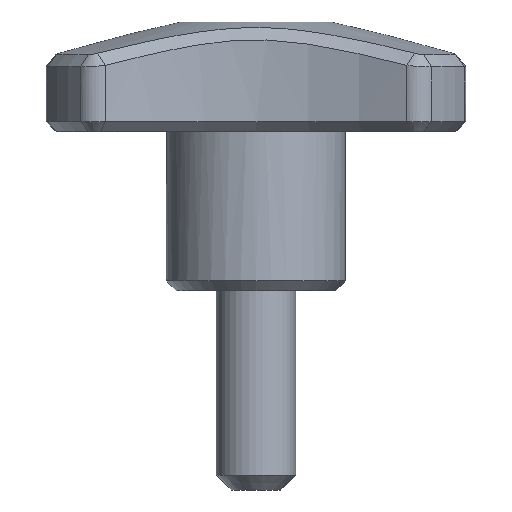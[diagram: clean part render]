
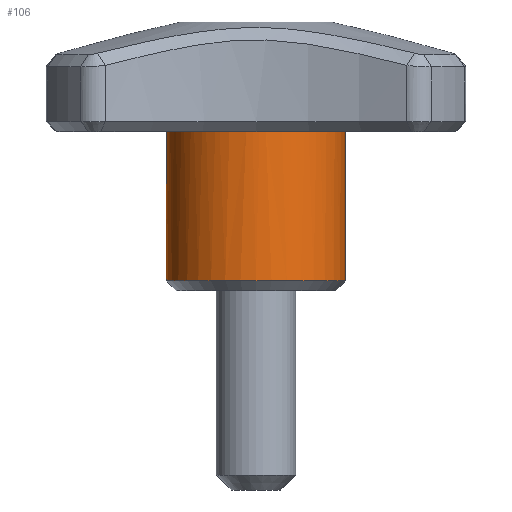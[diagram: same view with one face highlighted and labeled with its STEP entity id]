
A CAD part, front view. The second image highlights one B-rep face of the part: STEP entity #106.
In plain terms, the highlighted cylindrical face has radius 9 mm (diameter 18 mm), a full revolution.
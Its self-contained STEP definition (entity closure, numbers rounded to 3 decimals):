
#106 = ADVANCED_FACE( '', ( #254, #255 ), #256, .T. );
#254 = FACE_OUTER_BOUND( '', #495, .T. );
#255 = FACE_OUTER_BOUND( '', #496, .T. );
#256 = CYLINDRICAL_SURFACE( '', #497, 9. );
#495 = EDGE_LOOP( '', ( #793 ) );
#496 = EDGE_LOOP( '', ( #794, #795, #796, #797, #798, #799, #800, #801, #802, #803, #804, #805 ) );
#497 = AXIS2_PLACEMENT_3D( '', #806, #807, #808 );
#793 = ORIENTED_EDGE( '', *, *, #1239, .T. );
#794 = ORIENTED_EDGE( '', *, *, #1240, .F. );
#795 = ORIENTED_EDGE( '', *, *, #1241, .F. );
#796 = ORIENTED_EDGE( '', *, *, #1208, .T. );
#797 = ORIENTED_EDGE( '', *, *, #1242, .T. );
#798 = ORIENTED_EDGE( '', *, *, #1243, .F. );
#799 = ORIENTED_EDGE( '', *, *, #1244, .F. );
#800 = ORIENTED_EDGE( '', *, *, #1245, .T. );
#801 = ORIENTED_EDGE( '', *, *, #1246, .T. );
#802 = ORIENTED_EDGE( '', *, *, #1247, .F. );
#803 = ORIENTED_EDGE( '', *, *, #1248, .F. );
#804 = ORIENTED_EDGE( '', *, *, #1249, .T. );
#805 = ORIENTED_EDGE( '', *, *, #1250, .T. );
#806 = CARTESIAN_POINT( '', ( 0., 0., 57.15 ) );
#807 = DIRECTION( '', ( 0., 0., -1. ) );
#808 = DIRECTION( '', ( 1., 0., 0. ) );
#1208 = EDGE_CURVE( '', #1412, #1410, #1413, .T. );
#1239 = EDGE_CURVE( '', #1459, #1459, #1460, .T. );
#1240 = EDGE_CURVE( '', #1461, #1462, #1463, .T. );
#1241 = EDGE_CURVE( '', #1412, #1461, #1464, .T. );
#1242 = EDGE_CURVE( '', #1410, #1465, #1466, .T. );
#1243 = EDGE_CURVE( '', #1467, #1465, #1468, .T. );
#1244 = EDGE_CURVE( '', #1469, #1467, #1470, .T. );
#1245 = EDGE_CURVE( '', #1469, #1471, #1472, .T. );
#1246 = EDGE_CURVE( '', #1471, #1473, #1474, .T. );
#1247 = EDGE_CURVE( '', #1475, #1473, #1476, .T. );
#1248 = EDGE_CURVE( '', #1477, #1475, #1478, .T. );
#1249 = EDGE_CURVE( '', #1477, #1479, #1480, .T. );
#1250 = EDGE_CURVE( '', #1479, #1462, #1481, .T. );
#1410 = VERTEX_POINT( '', #1768 );
#1412 = VERTEX_POINT( '', #1770 );
#1413 = CIRCLE( '', #1771, 9. );
#1459 = VERTEX_POINT( '', #1949 );
#1460 = CIRCLE( '', #1950, 9. );
#1461 = VERTEX_POINT( '', #1951 );
#1462 = VERTEX_POINT( '', #1952 );
#1463 = CIRCLE( '', #1953, 9. );
#1464 = LINE( '', #1954, #1955 );
#1465 = VERTEX_POINT( '', #1956 );
#1466 = LINE( '', #1957, #1958 );
#1467 = VERTEX_POINT( '', #1959 );
#1468 = CIRCLE( '', #1960, 9. );
#1469 = VERTEX_POINT( '', #1961 );
#1470 = LINE( '', #1962, #1963 );
#1471 = VERTEX_POINT( '', #1964 );
#1472 = CIRCLE( '', #1965, 9. );
#1473 = VERTEX_POINT( '', #1966 );
#1474 = LINE( '', #1967, #1968 );
#1475 = VERTEX_POINT( '', #1969 );
#1476 = CIRCLE( '', #1970, 9. );
#1477 = VERTEX_POINT( '', #1971 );
#1478 = LINE( '', #1972, #1973 );
#1479 = VERTEX_POINT( '', #1974 );
#1480 = CIRCLE( '', #1975, 9. );
#1481 = LINE( '', #1976, #1977 );
#1768 = CARTESIAN_POINT( '', ( 7.247, 5.337, 23. ) );
#1770 = CARTESIAN_POINT( '', ( -7.247, 5.337, 23. ) );
#1771 = AXIS2_PLACEMENT_3D( '', #2368, #2369, #2370 );
#1949 = CARTESIAN_POINT( '', ( 9., 0., 1. ) );
#1950 = AXIS2_PLACEMENT_3D( '', #2393, #2394, #2395 );
#1951 = CARTESIAN_POINT( '', ( -7.247, 5.337, 16. ) );
#1952 = CARTESIAN_POINT( '', ( -8.245, 3.608, 16. ) );
#1953 = AXIS2_PLACEMENT_3D( '', #2396, #2397, #2398 );
#1954 = CARTESIAN_POINT( '', ( -7.247, 5.337, 23. ) );
#1955 = VECTOR( '', #2399, 1000. );
#1956 = CARTESIAN_POINT( '', ( 7.247, 5.337, 16. ) );
#1957 = CARTESIAN_POINT( '', ( 7.247, 5.337, 23. ) );
#1958 = VECTOR( '', #2400, 1000. );
#1959 = CARTESIAN_POINT( '', ( 8.245, 3.608, 16. ) );
#1960 = AXIS2_PLACEMENT_3D( '', #2401, #2402, #2403 );
#1961 = CARTESIAN_POINT( '', ( 8.245, 3.608, 23. ) );
#1962 = CARTESIAN_POINT( '', ( 8.245, 3.608, 23. ) );
#1963 = VECTOR( '', #2404, 1000. );
#1964 = CARTESIAN_POINT( '', ( 0.998, -8.944, 23. ) );
#1965 = AXIS2_PLACEMENT_3D( '', #2405, #2406, #2407 );
#1966 = CARTESIAN_POINT( '', ( 0.998, -8.944, 16. ) );
#1967 = CARTESIAN_POINT( '', ( 0.998, -8.944, 23. ) );
#1968 = VECTOR( '', #2408, 1000. );
#1969 = CARTESIAN_POINT( '', ( -0.998, -8.944, 16. ) );
#1970 = AXIS2_PLACEMENT_3D( '', #2409, #2410, #2411 );
#1971 = CARTESIAN_POINT( '', ( -0.998, -8.944, 23. ) );
#1972 = CARTESIAN_POINT( '', ( -0.998, -8.944, 23. ) );
#1973 = VECTOR( '', #2412, 1000. );
#1974 = CARTESIAN_POINT( '', ( -8.245, 3.608, 23. ) );
#1975 = AXIS2_PLACEMENT_3D( '', #2413, #2414, #2415 );
#1976 = CARTESIAN_POINT( '', ( -8.245, 3.608, 23. ) );
#1977 = VECTOR( '', #2416, 1000. );
#2368 = CARTESIAN_POINT( '', ( 0., 0., 23. ) );
#2369 = DIRECTION( '', ( 0., 0., -1. ) );
#2370 = DIRECTION( '', ( 0., -1., 0. ) );
#2393 = CARTESIAN_POINT( '', ( 0., 0., 1. ) );
#2394 = DIRECTION( '', ( 0., 0., 1. ) );
#2395 = DIRECTION( '', ( 1., 0., 0. ) );
#2396 = CARTESIAN_POINT( '', ( 0., 0., 16. ) );
#2397 = DIRECTION( '', ( 0., 0., 1. ) );
#2398 = DIRECTION( '', ( 1., 0., 0. ) );
#2399 = DIRECTION( '', ( 0., 0., -1. ) );
#2400 = DIRECTION( '', ( 0., 0., -1. ) );
#2401 = CARTESIAN_POINT( '', ( 0., 0., 16. ) );
#2402 = DIRECTION( '', ( 0., 0., 1. ) );
#2403 = DIRECTION( '', ( 1., 0., 0. ) );
#2404 = DIRECTION( '', ( 0., 0., -1. ) );
#2405 = CARTESIAN_POINT( '', ( 0., 0., 23. ) );
#2406 = DIRECTION( '', ( 0., 0., -1. ) );
#2407 = DIRECTION( '', ( 0., 1., 0. ) );
#2408 = DIRECTION( '', ( 0., 0., -1. ) );
#2409 = CARTESIAN_POINT( '', ( 0., 0., 16. ) );
#2410 = DIRECTION( '', ( 0., 0., 1. ) );
#2411 = DIRECTION( '', ( 1., 0., 0. ) );
#2412 = DIRECTION( '', ( 0., 0., -1. ) );
#2413 = CARTESIAN_POINT( '', ( 0., 0., 23. ) );
#2414 = DIRECTION( '', ( 0., 0., -1. ) );
#2415 = DIRECTION( '', ( 0., 1., 0. ) );
#2416 = DIRECTION( '', ( 0., 0., -1. ) );
